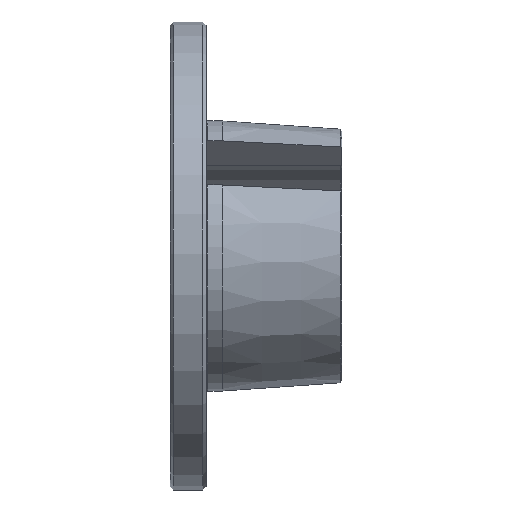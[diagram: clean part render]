
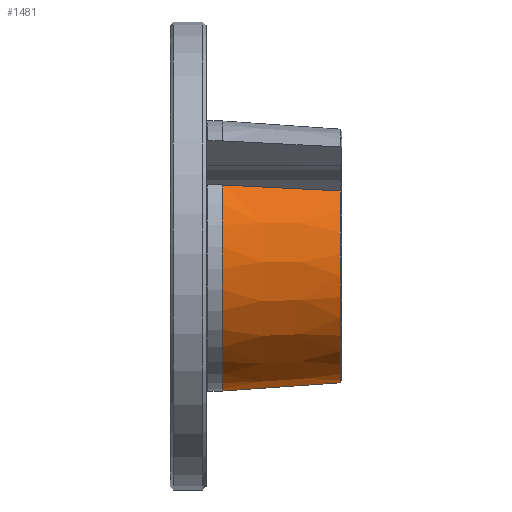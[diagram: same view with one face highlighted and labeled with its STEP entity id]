
A CAD part, top view. The second image highlights one B-rep face of the part: STEP entity #1481.
In plain terms, the highlighted conical face has half-angle 4 degrees and reference radius 41.235 mm.
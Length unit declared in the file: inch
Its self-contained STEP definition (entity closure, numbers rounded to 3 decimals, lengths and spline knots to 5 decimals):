
#72 = EDGE_CURVE ( 'NONE', #3677, #2138, #2802, .T. ) ;
#267 = VERTEX_POINT ( 'NONE', #3938 ) ;
#366 = EDGE_CURVE ( 'NONE', #267, #2138, #4106, .T. ) ;
#368 = EDGE_CURVE ( 'NONE', #3677, #3978, #3301, .T. ) ;
#490 = EDGE_LOOP ( 'NONE', ( #4354, #1020, #1110, #3179 ) ) ;
#572 = DIRECTION ( 'NONE',  ( -1., 0., 0. ) ) ;
#667 = DIRECTION ( 'NONE',  ( -1., 0., 0. ) ) ;
#761 = AXIS2_PLACEMENT_3D ( 'NONE', #800, #667, #791 ) ;
#791 = DIRECTION ( 'NONE',  ( 0., -1., 0. ) ) ;
#800 = CARTESIAN_POINT ( 'NONE',  ( 0.62992, 0., 0. ) ) ;
#1020 = ORIENTED_EDGE ( 'NONE', *, *, #2369, .T. ) ;
#1110 = ORIENTED_EDGE ( 'NONE', *, *, #368, .F. ) ;
#1268 = AXIS2_PLACEMENT_3D ( 'NONE', #3921, #3814, #3879 ) ;
#1481 = ADVANCED_FACE ( 'NONE', ( #3031 ), #1761, .T. ) ;
#1761 = CONICAL_SURFACE ( 'NONE', #761, 1.62343, 0.07 ) ;
#2138 = VERTEX_POINT ( 'NONE', #2938 ) ;
#2151 = CARTESIAN_POINT ( 'NONE',  ( 2.04729, 0.77956, 1.30989 ) ) ;
#2210 = CARTESIAN_POINT ( 'NONE',  ( 0.62992, 0.85172, 1.38205 ) ) ;
#2369 = EDGE_CURVE ( 'NONE', #267, #3978, #4692, .T. ) ;
#2560 = AXIS2_PLACEMENT_3D ( 'NONE', #2887, #572, #3251 ) ;
#2802 = CIRCLE ( 'NONE', #1268, 1.62343 ) ;
#2887 = CARTESIAN_POINT ( 'NONE',  ( 2.04729, 0., 0. ) ) ;
#2938 = CARTESIAN_POINT ( 'NONE',  ( 0.62992, -1.62312, 0.0315 ) ) ;
#3031 = FACE_OUTER_BOUND ( 'NONE', #490, .T. ) ;
#3179 = ORIENTED_EDGE ( 'NONE', *, *, #72, .T. ) ;
#3251 = DIRECTION ( 'NONE',  ( 0., -1., 0. ) ) ;
#3301 = B_SPLINE_CURVE_WITH_KNOTS ( 'NONE', 3,
 ( #3558, #3673, #3594, #3551 ),
 .UNSPECIFIED., .F., .F.,
 ( 4, 4 ),
 ( 0., 1. ),
 .UNSPECIFIED. ) ;
#3551 = CARTESIAN_POINT ( 'NONE',  ( 2.04729, 0.77956, 1.30989 ) ) ;
#3558 = CARTESIAN_POINT ( 'NONE',  ( 0.62992, 0.85172, 1.38205 ) ) ;
#3562 = CARTESIAN_POINT ( 'NONE',  ( 0.62992, -1.62312, 0.0315 ) ) ;
#3563 = CARTESIAN_POINT ( 'NONE',  ( 1.10238, -1.59008, 0.0315 ) ) ;
#3567 = CARTESIAN_POINT ( 'NONE',  ( 1.57484, -1.55703, 0.0315 ) ) ;
#3586 = CARTESIAN_POINT ( 'NONE',  ( 2.04729, -1.52399, 0.0315 ) ) ;
#3594 = CARTESIAN_POINT ( 'NONE',  ( 1.59061, 0.80286, 1.33319 ) ) ;
#3673 = CARTESIAN_POINT ( 'NONE',  ( 1.11815, 0.82691, 1.35724 ) ) ;
#3677 = VERTEX_POINT ( 'NONE', #2210 ) ;
#3814 = DIRECTION ( 'NONE',  ( 1., 0., 0. ) ) ;
#3879 = DIRECTION ( 'NONE',  ( 0., -1., 0. ) ) ;
#3921 = CARTESIAN_POINT ( 'NONE',  ( 0.62992, 0., 0. ) ) ;
#3938 = CARTESIAN_POINT ( 'NONE',  ( 2.04729, -1.52399, 0.0315 ) ) ;
#3978 = VERTEX_POINT ( 'NONE', #2151 ) ;
#4106 = B_SPLINE_CURVE_WITH_KNOTS ( 'NONE', 3,
 ( #3586, #3567, #3563, #3562 ),
 .UNSPECIFIED., .F., .F.,
 ( 4, 4 ),
 ( 0., 0.03609 ),
 .UNSPECIFIED. ) ;
#4354 = ORIENTED_EDGE ( 'NONE', *, *, #366, .F. ) ;
#4692 = CIRCLE ( 'NONE', #2560, 1.52431 ) ;
